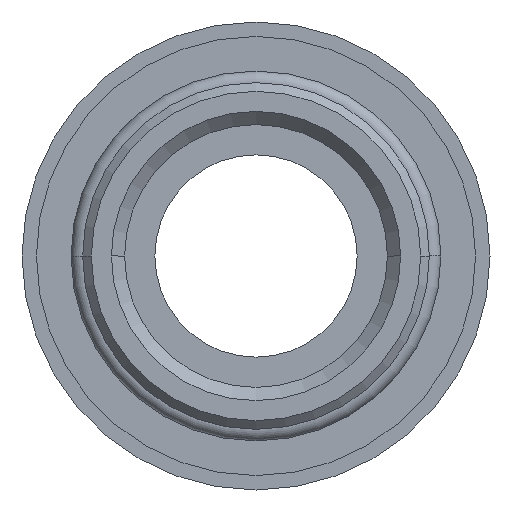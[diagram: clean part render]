
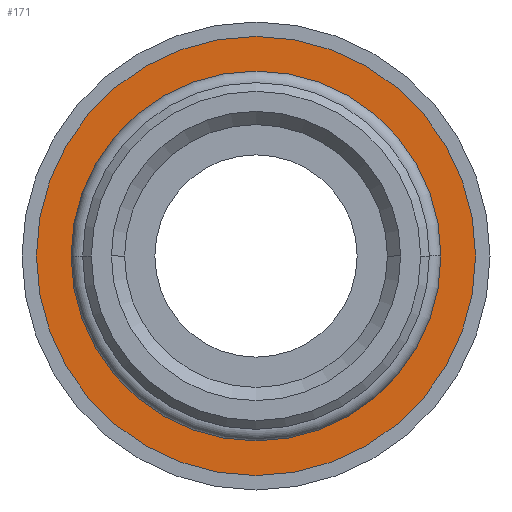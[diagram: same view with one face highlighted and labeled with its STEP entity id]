
A CAD part, front view. The second image highlights one B-rep face of the part: STEP entity #171.
In plain terms, the highlighted planar face has unit normal (0, -1, 0).
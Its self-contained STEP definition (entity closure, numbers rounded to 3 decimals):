
#171=ADVANCED_FACE('',(#351,#352),#353,.T.);
#351=FACE_OUTER_BOUND('',#540,.T.);
#352=FACE_BOUND('',#541,.T.);
#353=PLANE('',#542);
#540=EDGE_LOOP('',(#952,#953));
#541=EDGE_LOOP('',(#954,#955));
#542=AXIS2_PLACEMENT_3D('',#956,#957,#958);
#952=ORIENTED_EDGE('',*,*,#1077,.F.);
#953=ORIENTED_EDGE('',*,*,#1201,.F.);
#954=ORIENTED_EDGE('',*,*,#1084,.T.);
#955=ORIENTED_EDGE('',*,*,#1199,.T.);
#956=CARTESIAN_POINT('',(6.8,4.0,0.0));
#957=DIRECTION('',(-0.0,-1.0,-0.0));
#958=DIRECTION('',(-1.0,0.0,0.0));
#1077=EDGE_CURVE('',#1271,#1274,#1275,.T.);
#1084=EDGE_CURVE('',#1281,#1285,#1287,.T.);
#1199=EDGE_CURVE('',#1285,#1281,#1446,.T.);
#1201=EDGE_CURVE('',#1274,#1271,#1448,.T.);
#1271=VERTEX_POINT('',#1526);
#1274=VERTEX_POINT('',#1530);
#1275=CIRCLE('',#1531,7.6);
#1281=VERTEX_POINT('',#1538);
#1285=VERTEX_POINT('',#1543);
#1287=CIRCLE('',#1546,6.0);
#1446=CIRCLE('',#1867,6.0);
#1448=CIRCLE('',#1869,7.6);
#1526=CARTESIAN_POINT('',(7.6,4.0,0.0));
#1530=CARTESIAN_POINT('',(-7.6,4.0,0.));
#1531=AXIS2_PLACEMENT_3D('',#1941,#1942,#1943);
#1538=CARTESIAN_POINT('',(6.0,4.0,0.0));
#1543=CARTESIAN_POINT('',(-6.0,4.0,0.));
#1546=AXIS2_PLACEMENT_3D('',#1953,#1954,#1955);
#1867=AXIS2_PLACEMENT_3D('',#2091,#2092,#2093);
#1869=AXIS2_PLACEMENT_3D('',#2094,#2095,#2096);
#1941=CARTESIAN_POINT('',(0.0,4.0,0.0));
#1942=DIRECTION('',(-0.0,1.0,0.0));
#1943=DIRECTION('',(1.0,0.0,0.0));
#1953=CARTESIAN_POINT('',(0.0,4.0,0.0));
#1954=DIRECTION('',(-0.0,1.0,0.0));
#1955=DIRECTION('',(1.0,0.0,0.0));
#2091=CARTESIAN_POINT('',(0.0,4.0,0.0));
#2092=DIRECTION('',(-0.0,1.0,0.0));
#2093=DIRECTION('',(1.0,0.0,0.0));
#2094=CARTESIAN_POINT('',(0.0,4.0,0.0));
#2095=DIRECTION('',(-0.0,1.0,0.0));
#2096=DIRECTION('',(1.0,0.0,0.0));
